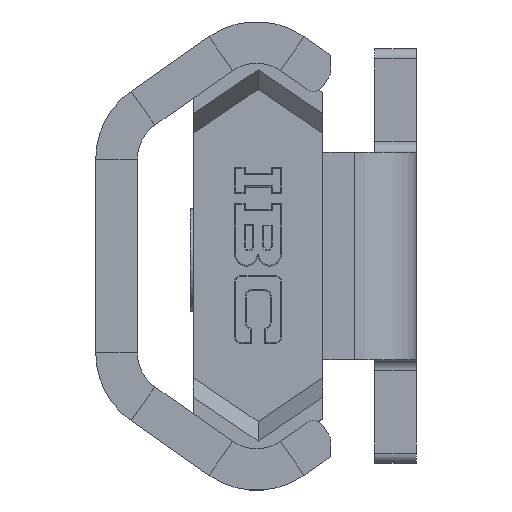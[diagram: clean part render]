
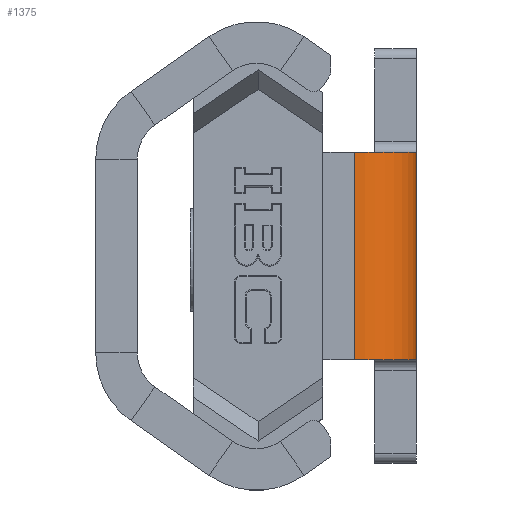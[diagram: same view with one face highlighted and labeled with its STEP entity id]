
A CAD part, left-side view. The second image highlights one B-rep face of the part: STEP entity #1375.
In plain terms, the highlighted cylindrical face has radius 6 mm (diameter 12 mm), a partial arc.
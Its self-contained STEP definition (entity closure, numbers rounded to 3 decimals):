
#616=CARTESIAN_POINT('',(-69.0,0.,10.0));
#617=VERTEX_POINT('',#616);
#624=CARTESIAN_POINT('',(-69.0,0.,-10.0));
#625=VERTEX_POINT('',#624);
#626=CARTESIAN_POINT('',(-69.,0.0,10.0));
#627=DIRECTION('',(0.0,0.0,-1.0));
#628=VECTOR('',#627,20.0);
#629=LINE('',#626,#628);
#630=EDGE_CURVE('',#617,#625,#629,.T.);
#923=CARTESIAN_POINT('',(-75.,6.,-10.0));
#924=VERTEX_POINT('',#923);
#1345=CARTESIAN_POINT('',(-69.0,6.,0.0));
#1346=DIRECTION('',(0.0,0.0,-1.0));
#1347=DIRECTION('',(0.0,-1.0,0.0));
#1348=AXIS2_PLACEMENT_3D('',#1345,#1346,#1347);
#1349=CYLINDRICAL_SURFACE('',#1348,6.);
#1350=CARTESIAN_POINT('',(-75.0,6.,10.0));
#1351=VERTEX_POINT('',#1350);
#1352=CARTESIAN_POINT('',(-75.,6.,-10.0));
#1353=DIRECTION('',(0.0,0.0,1.0));
#1354=VECTOR('',#1353,20.0);
#1355=LINE('',#1352,#1354);
#1356=EDGE_CURVE('',#924,#1351,#1355,.T.);
#1357=ORIENTED_EDGE('',*,*,#1356,.F.);
#1358=CARTESIAN_POINT('',(-69.0,6.,-10.0));
#1359=DIRECTION('',(0.0,0.0,-1.0));
#1360=DIRECTION('',(0.0,-1.0,0.0));
#1361=AXIS2_PLACEMENT_3D('',#1358,#1359,#1360);
#1362=CIRCLE('',#1361,6.);
#1363=EDGE_CURVE('',#625,#924,#1362,.T.);
#1364=ORIENTED_EDGE('',*,*,#1363,.F.);
#1365=ORIENTED_EDGE('',*,*,#630,.F.);
#1366=CARTESIAN_POINT('',(-69.0,6.,10.0));
#1367=DIRECTION('',(0.0,0.0,1.0));
#1368=DIRECTION('',(-1.0,0.0,0.0));
#1369=AXIS2_PLACEMENT_3D('',#1366,#1367,#1368);
#1370=CIRCLE('',#1369,6.);
#1371=EDGE_CURVE('',#1351,#617,#1370,.T.);
#1372=ORIENTED_EDGE('',*,*,#1371,.F.);
#1373=EDGE_LOOP('',(#1357,#1364,#1365,#1372));
#1374=FACE_OUTER_BOUND('',#1373,.T.);
#1375=ADVANCED_FACE('',(#1374),#1349,.T.);
